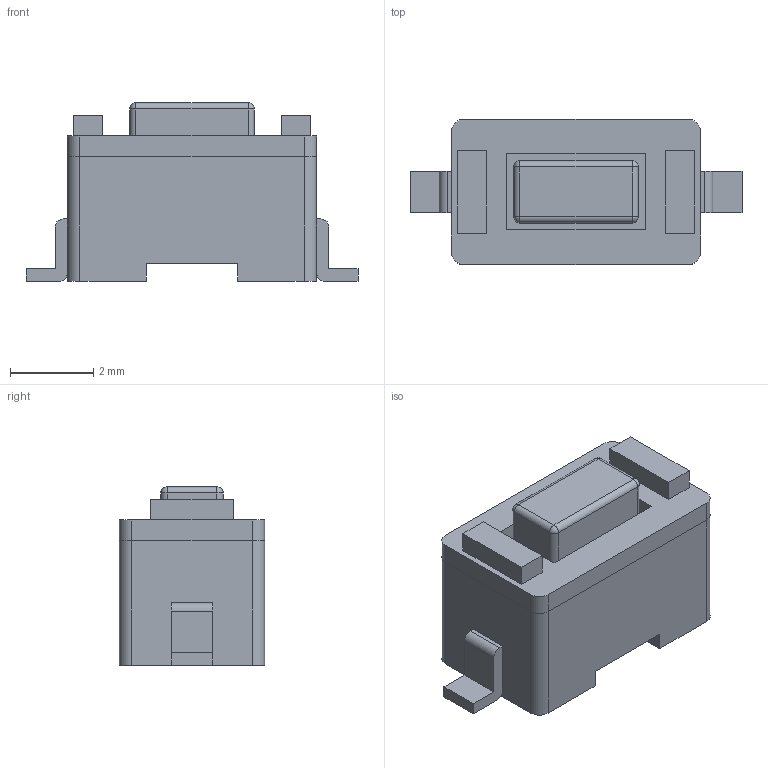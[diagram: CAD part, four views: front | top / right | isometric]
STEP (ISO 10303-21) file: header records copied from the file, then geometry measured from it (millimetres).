
FILE_DESCRIPTION(/* description */ (''),/* implementation_level */ '2;1');
FILE_NAME(/* name */ 'Tactile_Switch_SMD.step',/* time_stamp */ '2020-04-25T16:34:08+03:00',/* author */ (''),/* organization */ (''),/* preprocessor_version */ 'ST-DEVELOPER v18',/* originating_system */ 'Autodesk Translation Framework v8.12.0.6',/* authorisation */ '');
FILE_SCHEMA (('AUTOMOTIVE_DESIGN { 1 0 10303 214 3 1 1 }'));
Length unit declared in the file: millimetre
Products named in the file (1): Tactile_Switch_SMD
Bounding box: 8 x 3.5 x 4.3 mm (x, y, z)
Volume: 75.3 mm3; surface area: 185 mm2
Topology: 5 solids, 5 shells, 84 faces, 204 edges, 132 vertices
Faces by surface type: plane 60, cylinder 20, sphere 4
Entity records: 2487 total; most frequent: CARTESIAN_POINT 421, DIRECTION 414, ORIENTED_EDGE 408, EDGE_CURVE 204, LINE 164, VECTOR 164, VERTEX_POINT 132, AXIS2_PLACEMENT_3D 125
